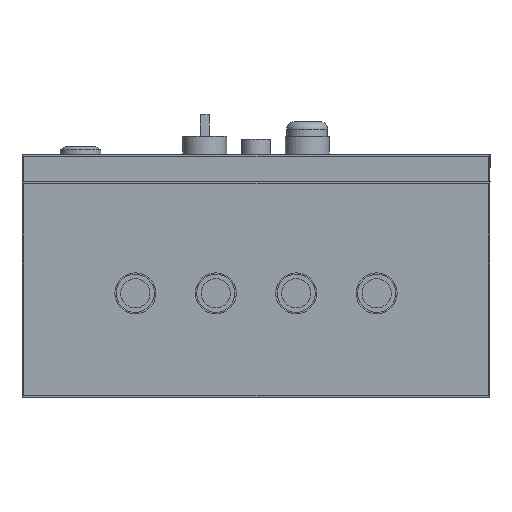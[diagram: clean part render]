
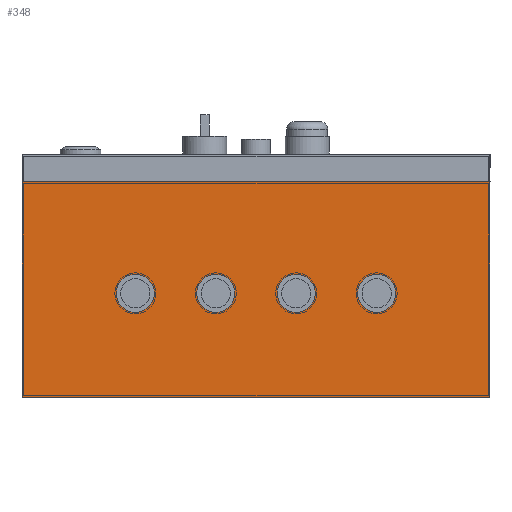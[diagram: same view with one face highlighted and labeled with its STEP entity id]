
A CAD part, front view. The second image highlights one B-rep face of the part: STEP entity #348.
In plain terms, the highlighted planar face has unit normal (0, -1, 0).
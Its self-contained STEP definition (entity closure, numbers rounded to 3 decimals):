
#80 = LINE ( 'NONE', #6696, #2842 ) ;
#121 = CIRCLE ( 'NONE', #815, 13. ) ;
#149 = AXIS2_PLACEMENT_3D ( 'NONE', #5588, #520, #3320 ) ;
#272 = DIRECTION ( 'NONE',  ( 0., -1., 0. ) ) ;
#348 = ADVANCED_FACE ( 'NONE', ( #4060, #1337, #6726, #795, #2966 ), #5181, .F. ) ;
#391 = CARTESIAN_POINT ( 'NONE',  ( 160., -190., 0. ) ) ;
#520 = DIRECTION ( 'NONE',  ( 0., -1., 0. ) ) ;
#529 = CARTESIAN_POINT ( 'NONE',  ( -82.5, -190., 84.224 ) ) ;
#575 = DIRECTION ( 'NONE',  ( 0., 0., 1. ) ) ;
#576 = EDGE_LOOP ( 'NONE', ( #4590, #2539 ) ) ;
#721 = EDGE_CURVE ( 'NONE', #6695, #1735, #6249, .T. ) ;
#725 = DIRECTION ( 'NONE',  ( 0., 1., 0. ) ) ;
#765 = CARTESIAN_POINT ( 'NONE',  ( 27.5, -190., 84.224 ) ) ;
#795 = FACE_BOUND ( 'NONE', #576, .T. ) ;
#815 = AXIS2_PLACEMENT_3D ( 'NONE', #6478, #272, #1552 ) ;
#899 = DIRECTION ( 'NONE',  ( 0., 0., 1. ) ) ;
#973 = ORIENTED_EDGE ( 'NONE', *, *, #1511, .F. ) ;
#1031 = VERTEX_POINT ( 'NONE', #1569 ) ;
#1053 = CARTESIAN_POINT ( 'NONE',  ( 27.5, -190., 58.224 ) ) ;
#1165 = DIRECTION ( 'NONE',  ( 0., 0., 1. ) ) ;
#1273 = CIRCLE ( 'NONE', #6430, 13. ) ;
#1277 = EDGE_CURVE ( 'NONE', #1031, #5977, #121, .T. ) ;
#1316 = AXIS2_PLACEMENT_3D ( 'NONE', #3804, #2712, #575 ) ;
#1327 = DIRECTION ( 'NONE',  ( 1., 0., 0. ) ) ;
#1328 = EDGE_CURVE ( 'NONE', #2224, #6373, #1273, .T. ) ;
#1337 = FACE_BOUND ( 'NONE', #2997, .T. ) ;
#1416 = EDGE_CURVE ( 'NONE', #6807, #4254, #80, .T. ) ;
#1458 = CARTESIAN_POINT ( 'NONE',  ( -160., -190., 1.5 ) ) ;
#1511 = EDGE_CURVE ( 'NONE', #5977, #1031, #2624, .T. ) ;
#1526 = VERTEX_POINT ( 'NONE', #765 ) ;
#1552 = DIRECTION ( 'NONE',  ( 0., 0., 1. ) ) ;
#1569 = CARTESIAN_POINT ( 'NONE',  ( 82.5, -190., 84.224 ) ) ;
#1612 = ORIENTED_EDGE ( 'NONE', *, *, #1416, .F. ) ;
#1615 = EDGE_LOOP ( 'NONE', ( #6982, #973 ) ) ;
#1735 = VERTEX_POINT ( 'NONE', #391 ) ;
#1765 = EDGE_CURVE ( 'NONE', #4014, #3539, #4235, .T. ) ;
#1965 = DIRECTION ( 'NONE',  ( 0., -1., 0. ) ) ;
#2224 = VERTEX_POINT ( 'NONE', #3290 ) ;
#2225 = DIRECTION ( 'NONE',  ( 1., 0., 0. ) ) ;
#2298 = EDGE_CURVE ( 'NONE', #4254, #1735, #2311, .T. ) ;
#2311 = LINE ( 'NONE', #6783, #2731 ) ;
#2345 = CIRCLE ( 'NONE', #3501, 13. ) ;
#2450 = DIRECTION ( 'NONE',  ( 0., -1., 0. ) ) ;
#2469 = ORIENTED_EDGE ( 'NONE', *, *, #4154, .T. ) ;
#2470 = DIRECTION ( 'NONE',  ( 0., -1., 0. ) ) ;
#2539 = ORIENTED_EDGE ( 'NONE', *, *, #1328, .F. ) ;
#2624 = CIRCLE ( 'NONE', #5177, 13. ) ;
#2712 = DIRECTION ( 'NONE',  ( 0., -1., 0. ) ) ;
#2731 = VECTOR ( 'NONE', #3942, 1000. ) ;
#2770 = CARTESIAN_POINT ( 'NONE',  ( 160., -190., 147.5 ) ) ;
#2796 = DIRECTION ( 'NONE',  ( 0., -1., 0. ) ) ;
#2842 = VECTOR ( 'NONE', #2225, 1000. ) ;
#2960 = CARTESIAN_POINT ( 'NONE',  ( -27.5, -190., 71.224 ) ) ;
#2966 = FACE_BOUND ( 'NONE', #1615, .T. ) ;
#2997 = EDGE_LOOP ( 'NONE', ( #5741, #6889 ) ) ;
#3077 = AXIS2_PLACEMENT_3D ( 'NONE', #3879, #3298, #5497 ) ;
#3095 = VERTEX_POINT ( 'NONE', #1053 ) ;
#3118 = EDGE_CURVE ( 'NONE', #6373, #2224, #4069, .T. ) ;
#3194 = DIRECTION ( 'NONE',  ( 0., 0., 1. ) ) ;
#3237 = VECTOR ( 'NONE', #7103, 1000. ) ;
#3290 = CARTESIAN_POINT ( 'NONE',  ( -27.5, -190., 58.224 ) ) ;
#3298 = DIRECTION ( 'NONE',  ( 0., -1., 0. ) ) ;
#3317 = VECTOR ( 'NONE', #1327, 1000. ) ;
#3320 = DIRECTION ( 'NONE',  ( 0., 0., 1. ) ) ;
#3332 = CARTESIAN_POINT ( 'NONE',  ( -160., -190., 0. ) ) ;
#3446 = AXIS2_PLACEMENT_3D ( 'NONE', #4635, #725, #5110 ) ;
#3469 = CARTESIAN_POINT ( 'NONE',  ( -160., -190., 0. ) ) ;
#3501 = AXIS2_PLACEMENT_3D ( 'NONE', #4738, #1965, #899 ) ;
#3539 = VERTEX_POINT ( 'NONE', #529 ) ;
#3771 = CARTESIAN_POINT ( 'NONE',  ( -27.5, -190., 84.224 ) ) ;
#3804 = CARTESIAN_POINT ( 'NONE',  ( -82.5, -190., 71.224 ) ) ;
#3879 = CARTESIAN_POINT ( 'NONE',  ( -82.5, -190., 71.224 ) ) ;
#3942 = DIRECTION ( 'NONE',  ( 0., 0., -1. ) ) ;
#4014 = VERTEX_POINT ( 'NONE', #7033 ) ;
#4031 = ORIENTED_EDGE ( 'NONE', *, *, #6569, .F. ) ;
#4060 = FACE_BOUND ( 'NONE', #6297, .T. ) ;
#4069 = CIRCLE ( 'NONE', #4641, 13. ) ;
#4154 = EDGE_CURVE ( 'NONE', #6807, #6695, #6926, .T. ) ;
#4230 = EDGE_CURVE ( 'NONE', #1526, #3095, #4975, .T. ) ;
#4235 = CIRCLE ( 'NONE', #3077, 13. ) ;
#4254 = VERTEX_POINT ( 'NONE', #2770 ) ;
#4456 = ORIENTED_EDGE ( 'NONE', *, *, #721, .T. ) ;
#4466 = CARTESIAN_POINT ( 'NONE',  ( 82.5, -190., 58.224 ) ) ;
#4590 = ORIENTED_EDGE ( 'NONE', *, *, #3118, .F. ) ;
#4635 = CARTESIAN_POINT ( 'NONE',  ( -160., -190., 1.5 ) ) ;
#4641 = AXIS2_PLACEMENT_3D ( 'NONE', #2960, #2796, #1165 ) ;
#4738 = CARTESIAN_POINT ( 'NONE',  ( 27.5, -190., 71.224 ) ) ;
#4802 = EDGE_LOOP ( 'NONE', ( #4456, #5643, #1612, #2469 ) ) ;
#4900 = CARTESIAN_POINT ( 'NONE',  ( -27.5, -190., 71.224 ) ) ;
#4975 = CIRCLE ( 'NONE', #149, 13. ) ;
#5043 = EDGE_CURVE ( 'NONE', #3539, #4014, #5443, .T. ) ;
#5110 = DIRECTION ( 'NONE',  ( 0., 0., 1. ) ) ;
#5147 = CARTESIAN_POINT ( 'NONE',  ( 82.5, -190., 71.224 ) ) ;
#5177 = AXIS2_PLACEMENT_3D ( 'NONE', #5147, #2470, #5644 ) ;
#5181 = PLANE ( 'NONE',  #3446 ) ;
#5387 = CARTESIAN_POINT ( 'NONE',  ( -160., -190., 147.5 ) ) ;
#5443 = CIRCLE ( 'NONE', #1316, 13. ) ;
#5497 = DIRECTION ( 'NONE',  ( 0., 0., 1. ) ) ;
#5588 = CARTESIAN_POINT ( 'NONE',  ( 27.5, -190., 71.224 ) ) ;
#5643 = ORIENTED_EDGE ( 'NONE', *, *, #2298, .F. ) ;
#5644 = DIRECTION ( 'NONE',  ( 0., 0., 1. ) ) ;
#5741 = ORIENTED_EDGE ( 'NONE', *, *, #5043, .F. ) ;
#5977 = VERTEX_POINT ( 'NONE', #4466 ) ;
#6249 = LINE ( 'NONE', #3469, #3317 ) ;
#6297 = EDGE_LOOP ( 'NONE', ( #6651, #4031 ) ) ;
#6373 = VERTEX_POINT ( 'NONE', #3771 ) ;
#6430 = AXIS2_PLACEMENT_3D ( 'NONE', #4900, #2450, #3194 ) ;
#6478 = CARTESIAN_POINT ( 'NONE',  ( 82.5, -190., 71.224 ) ) ;
#6569 = EDGE_CURVE ( 'NONE', #3095, #1526, #2345, .T. ) ;
#6651 = ORIENTED_EDGE ( 'NONE', *, *, #4230, .F. ) ;
#6695 = VERTEX_POINT ( 'NONE', #3332 ) ;
#6696 = CARTESIAN_POINT ( 'NONE',  ( -160., -190., 147.5 ) ) ;
#6726 = FACE_OUTER_BOUND ( 'NONE', #4802, .T. ) ;
#6783 = CARTESIAN_POINT ( 'NONE',  ( 160., -190., 1.5 ) ) ;
#6807 = VERTEX_POINT ( 'NONE', #5387 ) ;
#6889 = ORIENTED_EDGE ( 'NONE', *, *, #1765, .F. ) ;
#6926 = LINE ( 'NONE', #1458, #3237 ) ;
#6982 = ORIENTED_EDGE ( 'NONE', *, *, #1277, .F. ) ;
#7033 = CARTESIAN_POINT ( 'NONE',  ( -82.5, -190., 58.224 ) ) ;
#7103 = DIRECTION ( 'NONE',  ( 0., 0., -1. ) ) ;
